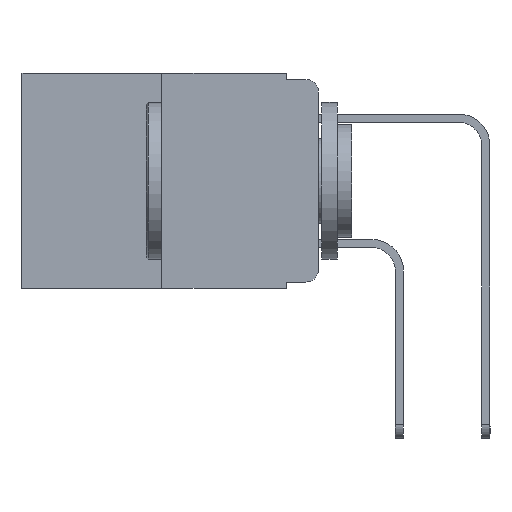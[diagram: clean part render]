
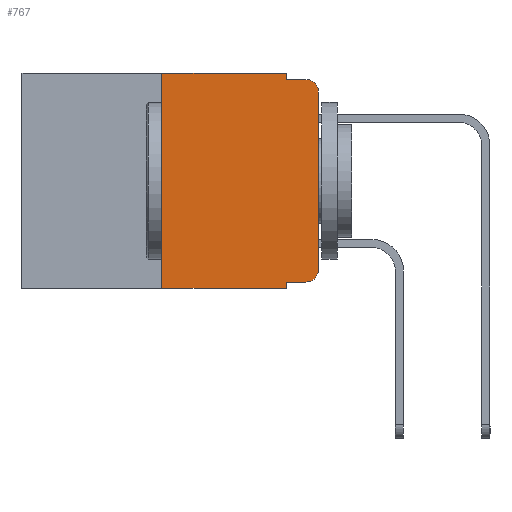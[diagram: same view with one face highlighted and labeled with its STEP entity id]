
A CAD part, left-side view. The second image highlights one B-rep face of the part: STEP entity #767.
In plain terms, the highlighted planar face has unit normal (-1, 0, 0).
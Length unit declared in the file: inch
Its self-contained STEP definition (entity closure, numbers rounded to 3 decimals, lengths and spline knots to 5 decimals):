
#60 = LINE ( 'NONE', #4733, #10882 ) ;
#96 = ORIENTED_EDGE ( 'NONE', *, *, #9490, .F. ) ;
#119 = EDGE_CURVE ( 'NONE', #4019, #12327, #4149, .T. ) ;
#305 = VERTEX_POINT ( 'NONE', #6958 ) ;
#400 = CARTESIAN_POINT ( 'NONE',  ( 0., 0.473, 0. ) ) ;
#620 = CARTESIAN_POINT ( 'NONE',  ( 0., 0., 0. ) ) ;
#767 = ADVANCED_FACE ( 'NONE', ( #14552 ), #2659, .F. ) ;
#772 = AXIS2_PLACEMENT_3D ( 'NONE', #400, #8562, #3679 ) ;
#787 = CARTESIAN_POINT ( 'NONE',  ( 0., 0.051, -0.333 ) ) ;
#1408 = ORIENTED_EDGE ( 'NONE', *, *, #13506, .F. ) ;
#1416 = VERTEX_POINT ( 'NONE', #11109 ) ;
#1606 = EDGE_CURVE ( 'NONE', #305, #1953, #5536, .T. ) ;
#1615 = CARTESIAN_POINT ( 'NONE',  ( 0., 0.25, 0. ) ) ;
#1748 = VECTOR ( 'NONE', #10779, 39.37008 ) ;
#1813 = DIRECTION ( 'NONE',  ( 0., -1., 0. ) ) ;
#1882 = EDGE_LOOP ( 'NONE', ( #8848, #2053, #5857, #1408, #96, #5466, #9274, #6284, #7714, #13112 ) ) ;
#1953 = VERTEX_POINT ( 'NONE', #2794 ) ;
#2053 = ORIENTED_EDGE ( 'NONE', *, *, #12826, .T. ) ;
#2368 = EDGE_CURVE ( 'NONE', #4019, #8787, #10116, .T. ) ;
#2394 = DIRECTION ( 'NONE',  ( 0., 0., -1. ) ) ;
#2659 = PLANE ( 'NONE',  #772 ) ;
#2794 = CARTESIAN_POINT ( 'NONE',  ( 0., 0.02, -0.01 ) ) ;
#3208 = CARTESIAN_POINT ( 'NONE',  ( 0., 0., -0.313 ) ) ;
#3478 = AXIS2_PLACEMENT_3D ( 'NONE', #11694, #5813, #4629 ) ;
#3497 = DIRECTION ( 'NONE',  ( 0., -1., 0. ) ) ;
#3679 = DIRECTION ( 'NONE',  ( 0., 0., -1. ) ) ;
#3812 = LINE ( 'NONE', #12021, #6398 ) ;
#4019 = VERTEX_POINT ( 'NONE', #10575 ) ;
#4149 = LINE ( 'NONE', #787, #4202 ) ;
#4202 = VECTOR ( 'NONE', #1813, 39.37008 ) ;
#4440 = CARTESIAN_POINT ( 'NONE',  ( 0., 0.02, -0.313 ) ) ;
#4629 = DIRECTION ( 'NONE',  ( 0., 0., -1. ) ) ;
#4733 = CARTESIAN_POINT ( 'NONE',  ( 0., 0.25, 0. ) ) ;
#4876 = CARTESIAN_POINT ( 'NONE',  ( 0., 0.051, 0. ) ) ;
#5035 = VECTOR ( 'NONE', #3497, 39.37008 ) ;
#5151 = VECTOR ( 'NONE', #12359, 39.37008 ) ;
#5174 = EDGE_CURVE ( 'NONE', #9259, #1416, #11038, .T. ) ;
#5214 = CIRCLE ( 'NONE', #3478, 0.02 ) ;
#5466 = ORIENTED_EDGE ( 'NONE', *, *, #6729, .F. ) ;
#5536 = LINE ( 'NONE', #10470, #5035 ) ;
#5633 = VERTEX_POINT ( 'NONE', #1615 ) ;
#5813 = DIRECTION ( 'NONE',  ( -1., 0., 0. ) ) ;
#5857 = ORIENTED_EDGE ( 'NONE', *, *, #1606, .F. ) ;
#6284 = ORIENTED_EDGE ( 'NONE', *, *, #2368, .F. ) ;
#6398 = VECTOR ( 'NONE', #12181, 39.37008 ) ;
#6729 = EDGE_CURVE ( 'NONE', #10951, #5633, #60, .T. ) ;
#6958 = CARTESIAN_POINT ( 'NONE',  ( 0., 0.051, -0.01 ) ) ;
#7086 = DIRECTION ( 'NONE',  ( -1., 0., 0. ) ) ;
#7197 = VECTOR ( 'NONE', #10683, 39.37008 ) ;
#7288 = EDGE_CURVE ( 'NONE', #10951, #8787, #7294, .T. ) ;
#7294 = LINE ( 'NONE', #8220, #7197 ) ;
#7714 = ORIENTED_EDGE ( 'NONE', *, *, #119, .T. ) ;
#7914 = CARTESIAN_POINT ( 'NONE',  ( 0., 0.051, -0.343 ) ) ;
#7959 = CARTESIAN_POINT ( 'NONE',  ( 0., 0.051, 0. ) ) ;
#8220 = CARTESIAN_POINT ( 'NONE',  ( 0., 0.473, -0.343 ) ) ;
#8562 = DIRECTION ( 'NONE',  ( 1., 0., 0. ) ) ;
#8627 = CARTESIAN_POINT ( 'NONE',  ( 0., 0.051, 0. ) ) ;
#8787 = VERTEX_POINT ( 'NONE', #7914 ) ;
#8848 = ORIENTED_EDGE ( 'NONE', *, *, #5174, .T. ) ;
#9062 = VERTEX_POINT ( 'NONE', #8627 ) ;
#9084 = CIRCLE ( 'NONE', #11069, 0.02 ) ;
#9259 = VERTEX_POINT ( 'NONE', #3208 ) ;
#9274 = ORIENTED_EDGE ( 'NONE', *, *, #7288, .T. ) ;
#9340 = EDGE_CURVE ( 'NONE', #12327, #9259, #9084, .T. ) ;
#9490 = EDGE_CURVE ( 'NONE', #5633, #9062, #3812, .T. ) ;
#9693 = DIRECTION ( 'NONE',  ( 0., 0., 1. ) ) ;
#10039 = DIRECTION ( 'NONE',  ( 0., 0., -1. ) ) ;
#10116 = LINE ( 'NONE', #7959, #12740 ) ;
#10158 = CARTESIAN_POINT ( 'NONE',  ( 0., 0.25, -0.343 ) ) ;
#10470 = CARTESIAN_POINT ( 'NONE',  ( 0., 0.051, -0.01 ) ) ;
#10575 = CARTESIAN_POINT ( 'NONE',  ( 0., 0.051, -0.333 ) ) ;
#10683 = DIRECTION ( 'NONE',  ( 0., -1., 0. ) ) ;
#10779 = DIRECTION ( 'NONE',  ( 0., 0., -1. ) ) ;
#10882 = VECTOR ( 'NONE', #9693, 39.37008 ) ;
#10951 = VERTEX_POINT ( 'NONE', #10158 ) ;
#11038 = LINE ( 'NONE', #620, #5151 ) ;
#11069 = AXIS2_PLACEMENT_3D ( 'NONE', #4440, #7086, #2394 ) ;
#11109 = CARTESIAN_POINT ( 'NONE',  ( 0., 0., -0.03 ) ) ;
#11694 = CARTESIAN_POINT ( 'NONE',  ( 0., 0.02, -0.03 ) ) ;
#12021 = CARTESIAN_POINT ( 'NONE',  ( 0., 0.473, 0. ) ) ;
#12181 = DIRECTION ( 'NONE',  ( 0., -1., 0. ) ) ;
#12327 = VERTEX_POINT ( 'NONE', #13011 ) ;
#12359 = DIRECTION ( 'NONE',  ( 0., 0., 1. ) ) ;
#12740 = VECTOR ( 'NONE', #10039, 39.37008 ) ;
#12826 = EDGE_CURVE ( 'NONE', #1416, #1953, #5214, .T. ) ;
#13011 = CARTESIAN_POINT ( 'NONE',  ( 0., 0.02, -0.333 ) ) ;
#13103 = LINE ( 'NONE', #4876, #1748 ) ;
#13112 = ORIENTED_EDGE ( 'NONE', *, *, #9340, .T. ) ;
#13506 = EDGE_CURVE ( 'NONE', #9062, #305, #13103, .T. ) ;
#14552 = FACE_OUTER_BOUND ( 'NONE', #1882, .T. ) ;
